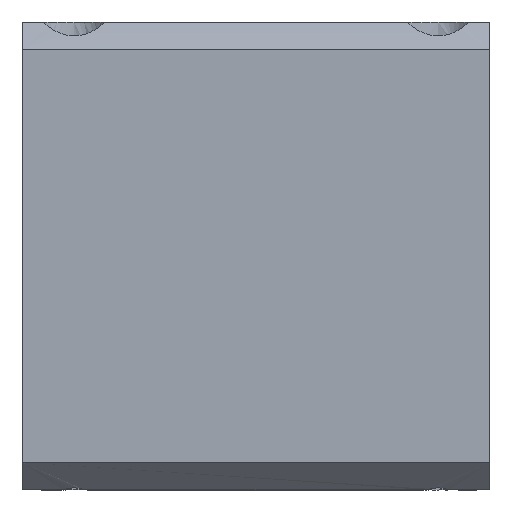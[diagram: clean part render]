
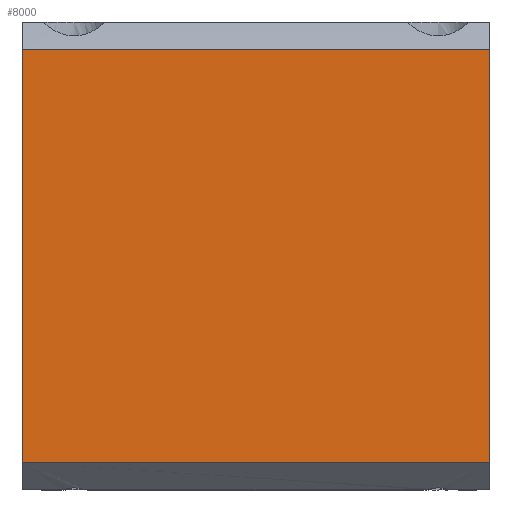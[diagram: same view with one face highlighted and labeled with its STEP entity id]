
A CAD part, left-side view. The second image highlights one B-rep face of the part: STEP entity #8000.
In plain terms, the highlighted free-form (B-spline) face has degree [1, 1] with [2, 2] control points.
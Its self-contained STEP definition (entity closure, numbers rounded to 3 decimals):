
#2490 = CARTESIAN_POINT ('', (-28.575, 28.575, -53.776));
#2500 = VERTEX_POINT ('', #2490);
#2570 = CARTESIAN_POINT ('', (-28.575, -28.575, -53.776));
#2580 = VERTEX_POINT ('', #2570);
#2590 = CARTESIAN_POINT ('', (-28.575, -28.575, -53.776));
#2600 = CARTESIAN_POINT ('', (-28.575, 28.575, -53.776));
#2610 = B_SPLINE_CURVE_WITH_KNOTS ('', 1, (#2590, #2600), .UNSPECIFIED., .F., .U., (2, 2), (0., 1.), .UNSPECIFIED.);
#2620 = EDGE_CURVE ('', #2580, #2500, #2610, .T.);
#5390 = CARTESIAN_POINT ('', (-28.575, -28.575, -3.374));
#5400 = VERTEX_POINT ('', #5390);
#5690 = CARTESIAN_POINT ('', (-28.575, -28.575, -53.776));
#5700 = CARTESIAN_POINT ('', (-28.575, -28.575, -3.374));
#5710 = B_SPLINE_CURVE_WITH_KNOTS ('', 1, (#5690, #5700), .UNSPECIFIED., .F., .U., (2, 2), (0.169, 0.831), .UNSPECIFIED.);
#5720 = EDGE_CURVE ('', #2580, #5400, #5710, .T.);
#6620 = CARTESIAN_POINT ('', (-28.575, 28.575, -3.374));
#6630 = VERTEX_POINT ('', #6620);
#6640 = CARTESIAN_POINT ('', (-28.575, 28.575, -53.776));
#6650 = CARTESIAN_POINT ('', (-28.575, 28.575, -3.374));
#6660 = B_SPLINE_CURVE_WITH_KNOTS ('', 1, (#6640, #6650), .UNSPECIFIED., .F., .U., (2, 2), (0.169, 0.831), .UNSPECIFIED.);
#6670 = EDGE_CURVE ('', #2500, #6630, #6660, .T.);
#7850 = ORIENTED_EDGE ('', *, *, #6670, .T.);
#7860 = CARTESIAN_POINT ('', (-28.575, -28.575, -3.374));
#7870 = CARTESIAN_POINT ('', (-28.575, 28.575, -3.374));
#7880 = B_SPLINE_CURVE_WITH_KNOTS ('', 1, (#7860, #7870), .UNSPECIFIED., .F., .U., (2, 2), (0., 1.), .UNSPECIFIED.);
#7890 = EDGE_CURVE ('', #5400, #6630, #7880, .T.);
#7900 = ORIENTED_EDGE ('', *, *, #7890, .F.);
#7910 = ORIENTED_EDGE ('', *, *, #5720, .F.);
#7920 = ORIENTED_EDGE ('', *, *, #2620, .T.);
#7930 = EDGE_LOOP ('', (#7850, #7900, #7910, #7920));
#7940 = FACE_OUTER_BOUND ('', #7930, .F.);
#7950 = CARTESIAN_POINT ('', (-28.575, -28.575, -3.374));
#7960 = CARTESIAN_POINT ('', (-28.575, 28.575, -3.374));
#7970 = CARTESIAN_POINT ('', (-28.575, -28.575, -53.776));
#7980 = CARTESIAN_POINT ('', (-28.575, 28.575, -53.776));
#7990 = B_SPLINE_SURFACE_WITH_KNOTS ('', 1, 1, ((#7950, #7960), (#7970, #7980)), .UNSPECIFIED., .F., .F., .U., (2, 2), (2, 2), (0.169, 0.831), (0., 0.75), .UNSPECIFIED.);
#8000 = ADVANCED_FACE ('', (#7940), #7990, .F.);
